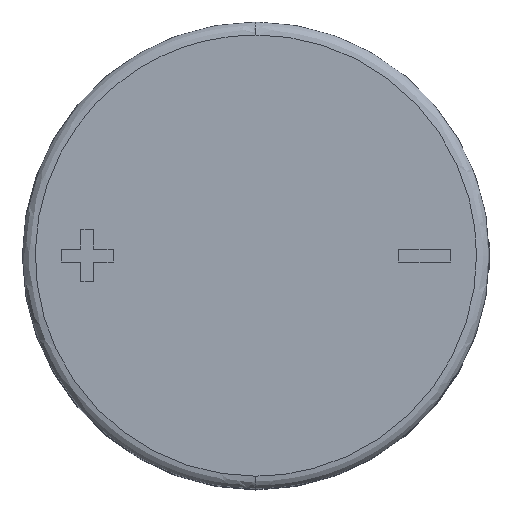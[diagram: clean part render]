
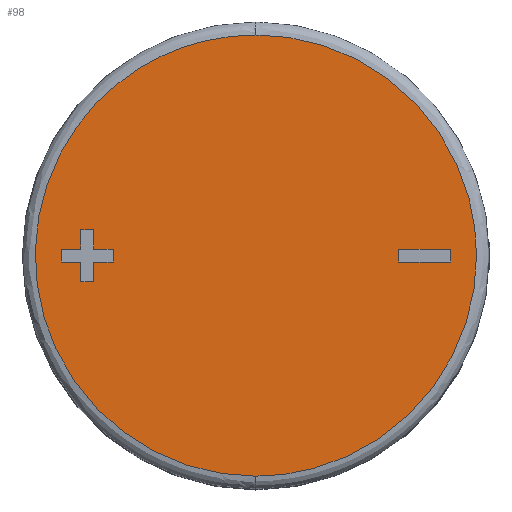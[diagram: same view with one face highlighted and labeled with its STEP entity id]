
A CAD part, top view. The second image highlights one B-rep face of the part: STEP entity #98.
In plain terms, the highlighted planar face has unit normal (0, 0, 1).
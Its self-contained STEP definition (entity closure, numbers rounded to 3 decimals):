
#98 = ADVANCED_FACE ( 'NONE', ( #3031 ), #3548, .T. ) ;
#245 = CARTESIAN_POINT ( 'NONE',  ( 17., 0., 37. ) ) ;
#380 = VERTEX_POINT ( 'NONE', #2854 ) ;
#855 = CARTESIAN_POINT ( 'NONE',  ( 0., -17., 37. ) ) ;
#1072 = ORIENTED_EDGE ( 'NONE', *, *, #2423, .F. ) ;
#1467 =( BOUNDED_CURVE ( )  B_SPLINE_CURVE ( 3, ( #4104, #3718, #2876, #245 ),
 .UNSPECIFIED., .F., .T. ) 
 B_SPLINE_CURVE_WITH_KNOTS ( ( 4, 4 ),
 ( 0., 1. ),
 .UNSPECIFIED. ) 
 CURVE ( )  GEOMETRIC_REPRESENTATION_ITEM ( )  RATIONAL_B_SPLINE_CURVE ( ( 1., 0.805, 0.805, 1. ) ) 
 REPRESENTATION_ITEM ( '' )  );
#1565 = DIRECTION ( 'NONE',  ( 0., -1., 0. ) ) ;
#1579 = CARTESIAN_POINT ( 'NONE',  ( -34., 17., 37. ) ) ;
#1629 = VERTEX_POINT ( 'NONE', #855 ) ;
#1710 = CARTESIAN_POINT ( 'NONE',  ( -34., -17., 37. ) ) ;
#1786 = ORIENTED_EDGE ( 'NONE', *, *, #3152, .F. ) ;
#2099 = CARTESIAN_POINT ( 'NONE',  ( 0., -17., 37. ) ) ;
#2102 =( BOUNDED_CURVE ( )  B_SPLINE_CURVE ( 3, ( #3694, #4190, #2745, #2231 ),
 .UNSPECIFIED., .F., .F. ) 
 B_SPLINE_CURVE_WITH_KNOTS ( ( 4, 4 ),
 ( 0., 1. ),
 .UNSPECIFIED. ) 
 CURVE ( )  GEOMETRIC_REPRESENTATION_ITEM ( )  RATIONAL_B_SPLINE_CURVE ( ( 1., 0.805, 0.805, 1. ) ) 
 REPRESENTATION_ITEM ( '' )  );
#2231 = CARTESIAN_POINT ( 'NONE',  ( 0., -17., 37. ) ) ;
#2320 = CARTESIAN_POINT ( 'NONE',  ( 0., 17., 37. ) ) ;
#2423 = EDGE_CURVE ( 'NONE', #1629, #4100, #2487, .T. ) ;
#2454 = CARTESIAN_POINT ( 'NONE',  ( 0., 17., 37. ) ) ;
#2487 =( BOUNDED_CURVE ( )  B_SPLINE_CURVE ( 3, ( #2099, #1710, #1579, #2320 ),
 .UNSPECIFIED., .F., .F. ) 
 B_SPLINE_CURVE_WITH_KNOTS ( ( 4, 4 ),
 ( 0., 1. ),
 .UNSPECIFIED. ) 
 CURVE ( )  GEOMETRIC_REPRESENTATION_ITEM ( )  RATIONAL_B_SPLINE_CURVE ( ( 1., 0.333, 0.333, 1. ) ) 
 REPRESENTATION_ITEM ( '' )  );
#2745 = CARTESIAN_POINT ( 'NONE',  ( 9.958, -17., 37. ) ) ;
#2854 = CARTESIAN_POINT ( 'NONE',  ( 17., 0., 37. ) ) ;
#2876 = CARTESIAN_POINT ( 'NONE',  ( 17., 9.958, 37. ) ) ;
#3031 = FACE_OUTER_BOUND ( 'NONE', #4084, .T. ) ;
#3152 = EDGE_CURVE ( 'NONE', #380, #1629, #2102, .T. ) ;
#3326 = ORIENTED_EDGE ( 'NONE', *, *, #4399, .F. ) ;
#3505 = CARTESIAN_POINT ( 'NONE',  ( 9., 0., 37. ) ) ;
#3548 = PLANE ( 'NONE',  #3970 ) ;
#3694 = CARTESIAN_POINT ( 'NONE',  ( 17., 0., 37. ) ) ;
#3718 = CARTESIAN_POINT ( 'NONE',  ( 9.958, 17., 37. ) ) ;
#3888 = DIRECTION ( 'NONE',  ( 0., 0., 1. ) ) ;
#3970 = AXIS2_PLACEMENT_3D ( 'NONE', #3505, #3888, #1565 ) ;
#4084 = EDGE_LOOP ( 'NONE', ( #3326, #1072, #1786 ) ) ;
#4100 = VERTEX_POINT ( 'NONE', #2454 ) ;
#4104 = CARTESIAN_POINT ( 'NONE',  ( 0., 17., 37. ) ) ;
#4190 = CARTESIAN_POINT ( 'NONE',  ( 17., -9.958, 37. ) ) ;
#4399 = EDGE_CURVE ( 'NONE', #4100, #380, #1467, .T. ) ;
